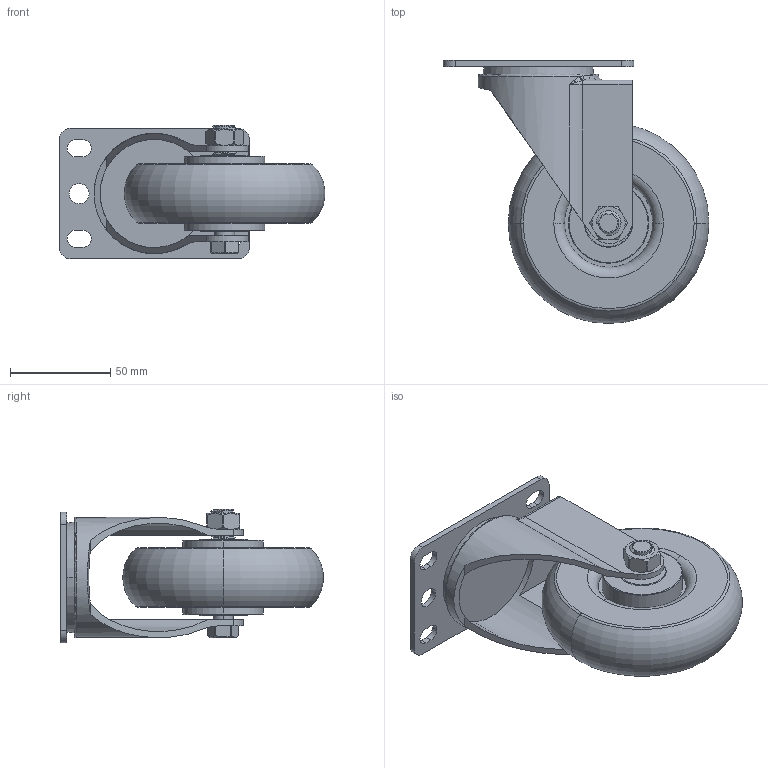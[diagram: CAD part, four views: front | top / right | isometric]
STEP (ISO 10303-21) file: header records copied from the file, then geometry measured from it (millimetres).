
FILE_DESCRIPTION((''),'2;1');
FILE_NAME('4CUN-BB-WX_ASM','2021-04-21T',('MAYANYAN'),(''),'PRO/ENGINEER BY PARAMETRIC TECHNOLOGY CORPORATION, 2013240','PRO/ENGINEER BY PARAMETRIC TECHNOLOGY CORPORATION, 2013240','');
FILE_SCHEMA(('CONFIG_CONTROL_DESIGN'));
Length unit declared in the file: millimetre
Products named in the file (6): 4CUN-DIBAN; 4CUN-WX-WANZHE; LUNZI-4CUN; LUODING-60; LUOMAO-19; 4CUN-BB-WX_ASM
Assembly tree (5 placements, depth 2):
  4CUN-BB-WX_ASM
    4CUN-DIBAN
    4CUN-WX-WANZHE
    LUNZI-4CUN
    LUODING-60
    LUOMAO-19
Bounding box: 132.49 x 131 x 66.5 mm (x, y, z)
Volume: 281882.4 mm3; surface area: 68583.9 mm2
Topology: 5 solids, 5 shells, 231 faces, 593 edges, 382 vertices
Faces by surface type: cylinder 103, plane 56, torus 28, bspline 24, cone 18, revolution 2
Entity records: 11366 total; most frequent: CARTESIAN_POINT 5837, ORIENTED_EDGE 1186, DIRECTION 1042, EDGE_CURVE 593, AXIS2_PLACEMENT_3D 412, VERTEX_POINT 382, EDGE_LOOP 261, FACE_OUTER_BOUND 231
